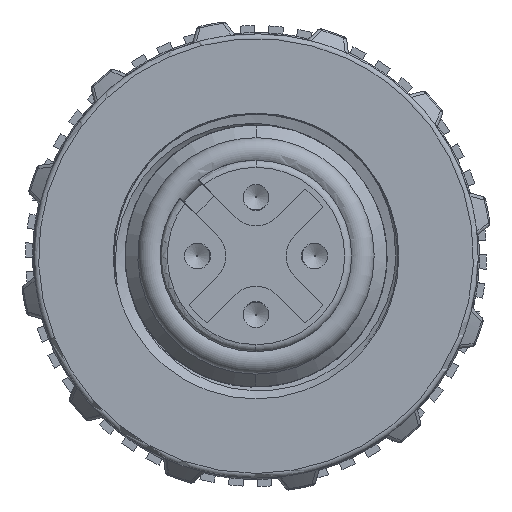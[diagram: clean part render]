
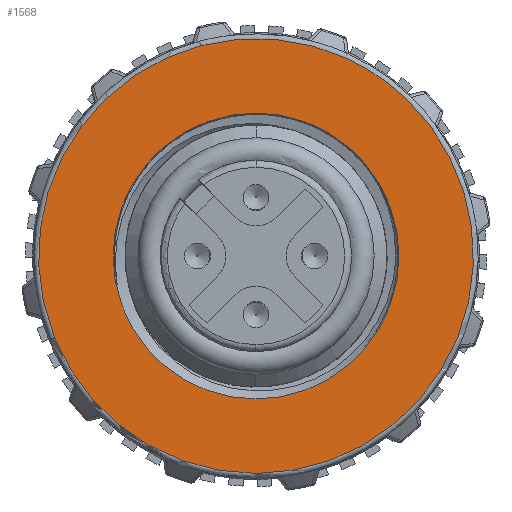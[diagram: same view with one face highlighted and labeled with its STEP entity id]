
A CAD part, left-side view. The second image highlights one B-rep face of the part: STEP entity #1568.
In plain terms, the highlighted planar face has unit normal (-1, 0, 0).
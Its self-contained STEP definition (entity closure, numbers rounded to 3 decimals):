
#1568=ADVANCED_FACE('',(#2277,#2278),#1955,.T.);
#1955=PLANE('',#11254);
#2163=B_SPLINE_CURVE_WITH_KNOTS('',3,(#20213,#20214,#20215,#20216),
 .UNSPECIFIED.,.F.,.F.,(4,4),(0.,1.),.UNSPECIFIED.);
#2277=FACE_BOUND('',#2772,.T.);
#2278=FACE_BOUND('',#2773,.T.);
#2772=EDGE_LOOP('',(#6385));
#2773=EDGE_LOOP('',(#6386,#6387));
#6385=ORIENTED_EDGE('',*,*,#9409,.T.);
#6386=ORIENTED_EDGE('',*,*,#9197,.T.);
#6387=ORIENTED_EDGE('',*,*,#9198,.T.);
#7917=VERTEX_POINT('',#20211);
#7918=VERTEX_POINT('',#20212);
#8044=VERTEX_POINT('',#21142);
#9197=EDGE_CURVE('',#7917,#7918,#10160,.T.);
#9198=EDGE_CURVE('',#7918,#7917,#2163,.T.);
#9409=EDGE_CURVE('',#8044,#8044,#10245,.T.);
#10160=CIRCLE('',#11095,9.2);
#10245=CIRCLE('',#11253,6.05);
#11095=AXIS2_PLACEMENT_3D('',#20210,#13361,#13362);
#11253=AXIS2_PLACEMENT_3D('',#21141,#13749,#13750);
#11254=AXIS2_PLACEMENT_3D('',#21143,#13751,#13752);
#13361=DIRECTION('',(-1.,0.,0.));
#13362=DIRECTION('',(0.,1.,0.));
#13749=DIRECTION('',(1.,0.,0.));
#13750=DIRECTION('',(0.,-1.,0.));
#13751=DIRECTION('',(-1.,0.,0.));
#13752=DIRECTION('',(0.,0.899,-0.438));
#20210=CARTESIAN_POINT('',(5.7,0.,0.));
#20211=CARTESIAN_POINT('',(5.7,-3.829,8.365));
#20212=CARTESIAN_POINT('',(5.7,-6.332,6.674));
#20213=CARTESIAN_POINT('',(5.7,-6.332,6.674));
#20214=CARTESIAN_POINT('',(5.7,-5.591,7.377));
#20215=CARTESIAN_POINT('',(5.7,-4.757,7.94));
#20216=CARTESIAN_POINT('',(5.7,-3.829,8.365));
#21141=CARTESIAN_POINT('',(5.7,0.,0.));
#21142=CARTESIAN_POINT('',(5.7,-6.05,0.));
#21143=CARTESIAN_POINT('',(5.7,0.,0.));
